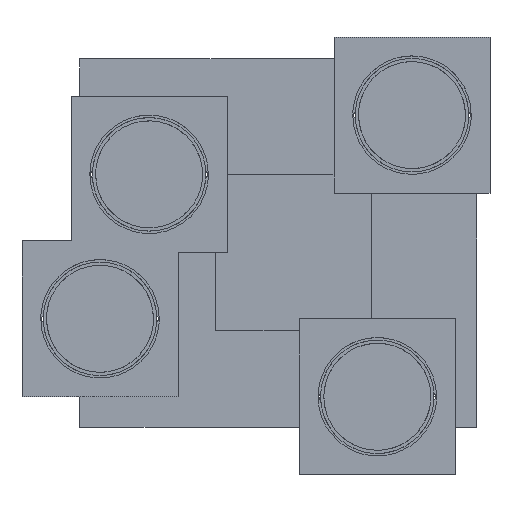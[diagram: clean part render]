
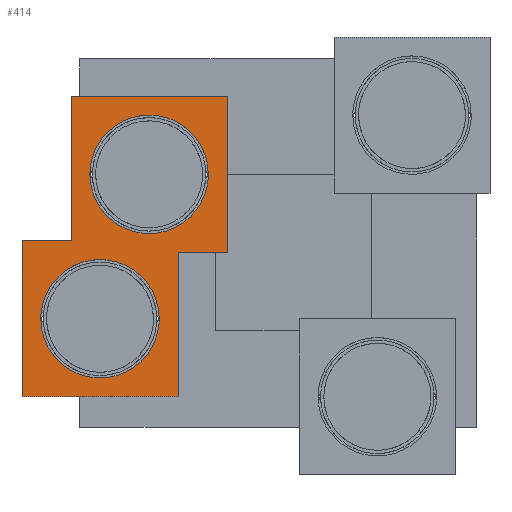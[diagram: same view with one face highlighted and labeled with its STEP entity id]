
A CAD part, top view. The second image highlights one B-rep face of the part: STEP entity #414.
In plain terms, the highlighted planar face has unit normal (0, 0, 1).
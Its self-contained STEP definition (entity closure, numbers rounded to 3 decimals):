
#159=FACE_BOUND('',#2635,.T.);
#160=FACE_BOUND('',#2636,.T.);
#414=ADVANCED_FACE('',(#1521,#159,#160),#16165,.T.);
#1521=FACE_OUTER_BOUND('',#2634,.T.);
#2634=EDGE_LOOP('',(#4100,#4101,#4102,#4103,#4104,#4105,#4106,#4107));
#2635=EDGE_LOOP('',(#4108,#4109));
#2636=EDGE_LOOP('',(#4110,#4111));
#4100=ORIENTED_EDGE('',*,*,#8972,.F.);
#4101=ORIENTED_EDGE('',*,*,#8951,.F.);
#4102=ORIENTED_EDGE('',*,*,#8948,.F.);
#4103=ORIENTED_EDGE('',*,*,#8946,.F.);
#4104=ORIENTED_EDGE('',*,*,#8989,.F.);
#4105=ORIENTED_EDGE('',*,*,#8982,.F.);
#4106=ORIENTED_EDGE('',*,*,#8987,.F.);
#4107=ORIENTED_EDGE('',*,*,#8991,.F.);
#4108=ORIENTED_EDGE('',*,*,#9369,.F.);
#4109=ORIENTED_EDGE('',*,*,#9114,.F.);
#4110=ORIENTED_EDGE('',*,*,#9393,.F.);
#4111=ORIENTED_EDGE('',*,*,#9146,.F.);
#8946=EDGE_CURVE('',#13926,#13923,#11426,.T.);
#8948=EDGE_CURVE('',#13923,#13927,#11428,.T.);
#8951=EDGE_CURVE('',#13927,#13929,#11431,.T.);
#8972=EDGE_CURVE('',#13929,#13947,#11452,.T.);
#8982=EDGE_CURVE('',#13951,#13952,#11462,.T.);
#8987=EDGE_CURVE('',#13955,#13951,#11467,.T.);
#8989=EDGE_CURVE('',#13952,#13926,#11469,.T.);
#8991=EDGE_CURVE('',#13947,#13955,#11471,.T.);
#9114=EDGE_CURVE('',#14035,#14204,#12434,.T.);
#9146=EDGE_CURVE('',#14055,#14220,#12463,.T.);
#9369=EDGE_CURVE('',#14204,#14035,#12572,.T.);
#9393=EDGE_CURVE('',#14220,#14055,#12596,.T.);
#11426=B_SPLINE_CURVE_WITH_KNOTS('',1,(#19510,#19511),.UNSPECIFIED.,.F.,
 .F.,(2,2),(8.,108.),.UNSPECIFIED.);
#11428=B_SPLINE_CURVE_WITH_KNOTS('',1,(#19514,#19515),.UNSPECIFIED.,.F.,
 .F.,(2,2),(108.,216.),.UNSPECIFIED.);
#11431=B_SPLINE_CURVE_WITH_KNOTS('',1,(#19520,#19521),.UNSPECIFIED.,.F.,
 .F.,(2,2),(216.,324.),.UNSPECIFIED.);
#11452=B_SPLINE_CURVE_WITH_KNOTS('',1,(#19562,#19563),.UNSPECIFIED.,.F.,
 .F.,(2,2),(324.,358.),.UNSPECIFIED.);
#11462=B_SPLINE_CURVE_WITH_KNOTS('',1,(#19582,#19583),.UNSPECIFIED.,.F.,
 .F.,(2,2),(0.,108.),.UNSPECIFIED.);
#11467=B_SPLINE_CURVE_WITH_KNOTS('',1,(#19592,#19593),.UNSPECIFIED.,.F.,
 .F.,(2,2),(324.,432.),.UNSPECIFIED.);
#11469=B_SPLINE_CURVE_WITH_KNOTS('',1,(#19596,#19597),.UNSPECIFIED.,.F.,
 .F.,(2,2),(108.,142.),.UNSPECIFIED.);
#11471=B_SPLINE_CURVE_WITH_KNOTS('',1,(#19600,#19601),.UNSPECIFIED.,.F.,
 .F.,(2,2),(224.,324.),.UNSPECIFIED.);
#12434=(
BOUNDED_CURVE()
B_SPLINE_CURVE(2,(#19950,#19951,#19952,#19953,#19954),.UNSPECIFIED.,.F.,
 .F.)
B_SPLINE_CURVE_WITH_KNOTS((3,2,3),(0.,64.403,128.806),
 .UNSPECIFIED.)
CURVE()
GEOMETRIC_REPRESENTATION_ITEM()
RATIONAL_B_SPLINE_CURVE((1.,0.707,1.,0.707,1.))
REPRESENTATION_ITEM('')
);
#12463=(
BOUNDED_CURVE()
B_SPLINE_CURVE(2,(#20072,#20073,#20074,#20075,#20076),.UNSPECIFIED.,.F.,
 .F.)
B_SPLINE_CURVE_WITH_KNOTS((3,2,3),(0.,64.403,128.806),
 .UNSPECIFIED.)
CURVE()
GEOMETRIC_REPRESENTATION_ITEM()
RATIONAL_B_SPLINE_CURVE((1.,0.707,1.,0.707,1.))
REPRESENTATION_ITEM('')
);
#12572=(
BOUNDED_CURVE()
B_SPLINE_CURVE(2,(#20759,#20760,#20761,#20762,#20763),.UNSPECIFIED.,.F.,
 .F.)
B_SPLINE_CURVE_WITH_KNOTS((3,2,3),(128.806,193.209,257.612),
 .UNSPECIFIED.)
CURVE()
GEOMETRIC_REPRESENTATION_ITEM()
RATIONAL_B_SPLINE_CURVE((1.,0.707,1.,0.707,1.))
REPRESENTATION_ITEM('')
);
#12596=(
BOUNDED_CURVE()
B_SPLINE_CURVE(2,(#20855,#20856,#20857,#20858,#20859),.UNSPECIFIED.,.F.,
 .F.)
B_SPLINE_CURVE_WITH_KNOTS((3,2,3),(128.806,193.209,257.612),
 .UNSPECIFIED.)
CURVE()
GEOMETRIC_REPRESENTATION_ITEM()
RATIONAL_B_SPLINE_CURVE((1.,0.707,1.,0.707,1.))
REPRESENTATION_ITEM('')
);
#13923=VERTEX_POINT('',#19098);
#13926=VERTEX_POINT('',#19101);
#13927=VERTEX_POINT('',#19102);
#13929=VERTEX_POINT('',#19104);
#13947=VERTEX_POINT('',#19122);
#13951=VERTEX_POINT('',#19126);
#13952=VERTEX_POINT('',#19127);
#13955=VERTEX_POINT('',#19130);
#14035=VERTEX_POINT('',#19210);
#14055=VERTEX_POINT('',#19230);
#14204=VERTEX_POINT('',#19379);
#14220=VERTEX_POINT('',#19395);
#16165=PLANE('',#16850);
#16850=AXIS2_PLACEMENT_3D('',#19027,#17858,$);
#17858=DIRECTION('',(0.,0.,1.));
#19027=CARTESIAN_POINT('',(1325.58,96.08,550.));
#19098=CARTESIAN_POINT('',(1361.,94.,550.));
#19101=CARTESIAN_POINT('',(1361.,-6.,550.));
#19102=CARTESIAN_POINT('',(1469.,94.,550.));
#19104=CARTESIAN_POINT('',(1469.,-14.,550.));
#19122=CARTESIAN_POINT('',(1435.,-14.,550.));
#19126=CARTESIAN_POINT('',(1327.,-114.,550.));
#19127=CARTESIAN_POINT('',(1327.,-6.,550.));
#19130=CARTESIAN_POINT('',(1435.,-114.,550.));
#19210=CARTESIAN_POINT('',(1340.,-60.,550.));
#19230=CARTESIAN_POINT('',(1374.,40.,550.));
#19379=CARTESIAN_POINT('',(1422.,-60.,550.));
#19395=CARTESIAN_POINT('',(1456.,40.,550.));
#19510=CARTESIAN_POINT('',(1361.,-6.,550.));
#19511=CARTESIAN_POINT('',(1361.,94.,550.));
#19514=CARTESIAN_POINT('',(1361.,94.,550.));
#19515=CARTESIAN_POINT('',(1469.,94.,550.));
#19520=CARTESIAN_POINT('',(1469.,94.,550.));
#19521=CARTESIAN_POINT('',(1469.,-14.,550.));
#19562=CARTESIAN_POINT('',(1469.,-14.,550.));
#19563=CARTESIAN_POINT('',(1435.,-14.,550.));
#19582=CARTESIAN_POINT('',(1327.,-114.,550.));
#19583=CARTESIAN_POINT('',(1327.,-6.,550.));
#19592=CARTESIAN_POINT('',(1435.,-114.,550.));
#19593=CARTESIAN_POINT('',(1327.,-114.,550.));
#19596=CARTESIAN_POINT('',(1327.,-6.,550.));
#19597=CARTESIAN_POINT('',(1361.,-6.,550.));
#19600=CARTESIAN_POINT('',(1435.,-14.,550.));
#19601=CARTESIAN_POINT('',(1435.,-114.,550.));
#19950=CARTESIAN_POINT('',(1340.,-60.,550.));
#19951=CARTESIAN_POINT('',(1340.,-101.,550.));
#19952=CARTESIAN_POINT('',(1381.,-101.,550.));
#19953=CARTESIAN_POINT('',(1422.,-101.,550.));
#19954=CARTESIAN_POINT('',(1422.,-60.,550.));
#20072=CARTESIAN_POINT('',(1374.,40.,550.));
#20073=CARTESIAN_POINT('',(1374.,-1.,550.));
#20074=CARTESIAN_POINT('',(1415.,-1.,550.));
#20075=CARTESIAN_POINT('',(1456.,-1.,550.));
#20076=CARTESIAN_POINT('',(1456.,40.,550.));
#20759=CARTESIAN_POINT('',(1422.,-60.,550.));
#20760=CARTESIAN_POINT('',(1422.,-19.,550.));
#20761=CARTESIAN_POINT('',(1381.,-19.,550.));
#20762=CARTESIAN_POINT('',(1340.,-19.,550.));
#20763=CARTESIAN_POINT('',(1340.,-60.,550.));
#20855=CARTESIAN_POINT('',(1456.,40.,550.));
#20856=CARTESIAN_POINT('',(1456.,81.,550.));
#20857=CARTESIAN_POINT('',(1415.,81.,550.));
#20858=CARTESIAN_POINT('',(1374.,81.,550.));
#20859=CARTESIAN_POINT('',(1374.,40.,550.));
